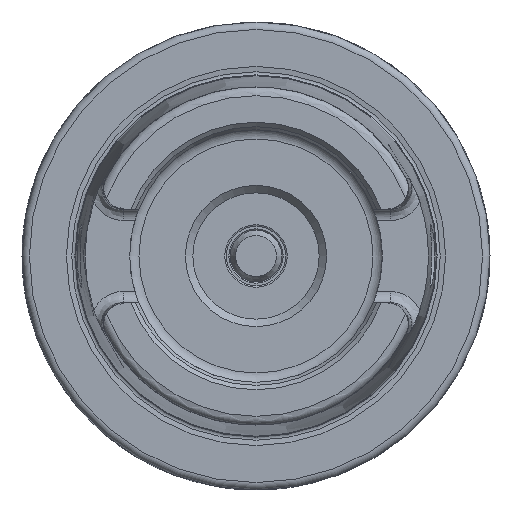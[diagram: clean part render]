
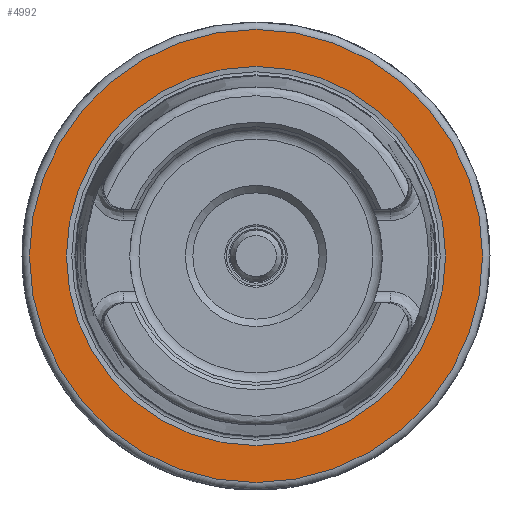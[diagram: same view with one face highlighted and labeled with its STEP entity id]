
A CAD part, left-side view. The second image highlights one B-rep face of the part: STEP entity #4992.
In plain terms, the highlighted planar face has unit normal (-1, 0, 0).
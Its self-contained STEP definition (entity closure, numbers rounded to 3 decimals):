
#133=FACE_BOUND('',#1080,.T.);
#227=PLANE('',#5604);
#738=FACE_OUTER_BOUND('',#1079,.T.);
#1079=EDGE_LOOP('',(#4601));
#1080=EDGE_LOOP('',(#4602));
#1374=CIRCLE('',#5603,25.521);
#1375=CIRCLE('',#5605,30.5);
#2386=VERTEX_POINT('',#11932);
#2387=VERTEX_POINT('',#11936);
#3125=EDGE_CURVE('',#2386,#2386,#1374,.T.);
#3126=EDGE_CURVE('',#2387,#2387,#1375,.T.);
#4601=ORIENTED_EDGE('',*,*,#3126,.F.);
#4602=ORIENTED_EDGE('',*,*,#3125,.T.);
#4992=ADVANCED_FACE('',(#738,#133),#227,.T.);
#5603=AXIS2_PLACEMENT_3D('',#11934,#7009,#7010);
#5604=AXIS2_PLACEMENT_3D('',#11935,#7011,#7012);
#5605=AXIS2_PLACEMENT_3D('',#11937,#7013,#7014);
#7009=DIRECTION('center_axis',(1.,0.,0.));
#7010=DIRECTION('ref_axis',(0.,0.,-1.));
#7011=DIRECTION('center_axis',(-1.,0.,0.));
#7012=DIRECTION('ref_axis',(0.,0.,1.));
#7013=DIRECTION('center_axis',(1.,0.,0.));
#7014=DIRECTION('ref_axis',(0.,0.,-1.));
#11932=CARTESIAN_POINT('',(0.,-25.521,0.));
#11934=CARTESIAN_POINT('Origin',(0.,0.,
0.));
#11935=CARTESIAN_POINT('Origin',(0.,30.5,0.));
#11936=CARTESIAN_POINT('',(0.,0.,
30.5));
#11937=CARTESIAN_POINT('Origin',(0.,0.,
0.));
